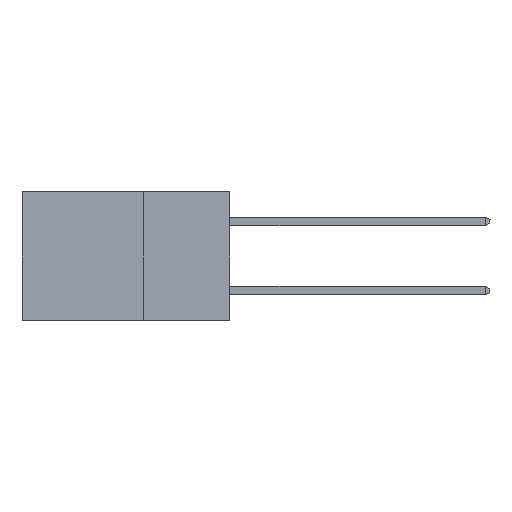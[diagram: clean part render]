
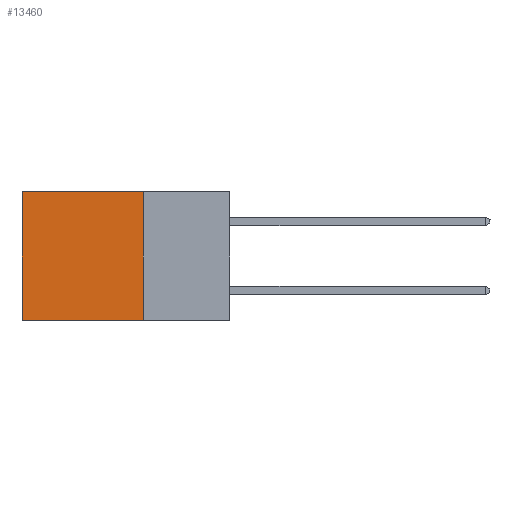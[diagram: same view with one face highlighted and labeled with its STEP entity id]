
A CAD part, left-side view. The second image highlights one B-rep face of the part: STEP entity #13460.
In plain terms, the highlighted planar face has unit normal (-1, 0, 0).
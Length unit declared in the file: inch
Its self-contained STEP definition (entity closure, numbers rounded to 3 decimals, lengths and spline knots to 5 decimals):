
#1 = EDGE_LOOP ( 'NONE', ( #4332, #10638, #219, #9904 ) ) ;
#219 = ORIENTED_EDGE ( 'NONE', *, *, #10519, .F. ) ;
#314 = VERTEX_POINT ( 'NONE', #1260 ) ;
#989 = EDGE_CURVE ( 'NONE', #314, #4791, #12033, .T. ) ;
#1163 = PLANE ( 'NONE',  #3266 ) ;
#1260 = CARTESIAN_POINT ( 'NONE',  ( 0.2615, 0.6, 0. ) ) ;
#1556 = VECTOR ( 'NONE', #2567, 39.37008 ) ;
#1794 = CARTESIAN_POINT ( 'NONE',  ( 0.2615, 0.6, -0.37 ) ) ;
#2140 = DIRECTION ( 'NONE',  ( 0., 1., 0. ) ) ;
#2567 = DIRECTION ( 'NONE',  ( 0., 0., -1. ) ) ;
#3266 = AXIS2_PLACEMENT_3D ( 'NONE', #6367, #10645, #7531 ) ;
#3615 = LINE ( 'NONE', #5757, #8531 ) ;
#4332 = ORIENTED_EDGE ( 'NONE', *, *, #989, .T. ) ;
#4791 = VERTEX_POINT ( 'NONE', #1794 ) ;
#5103 = CARTESIAN_POINT ( 'NONE',  ( 0.2615, 0.25, -0.37 ) ) ;
#5757 = CARTESIAN_POINT ( 'NONE',  ( 0.2615, 0.25, -0.37 ) ) ;
#6367 = CARTESIAN_POINT ( 'NONE',  ( 0.2615, 0.25, -0.37 ) ) ;
#6660 = CARTESIAN_POINT ( 'NONE',  ( 0.2615, 0.6, -0.37 ) ) ;
#7531 = DIRECTION ( 'NONE',  ( 0., 0., -1. ) ) ;
#7940 = LINE ( 'NONE', #10995, #12031 ) ;
#8531 = VECTOR ( 'NONE', #12045, 39.37008 ) ;
#8620 = FACE_OUTER_BOUND ( 'NONE', #1, .T. ) ;
#8904 = DIRECTION ( 'NONE',  ( 0., 0., -1. ) ) ;
#9226 = EDGE_CURVE ( 'NONE', #11580, #314, #11607, .T. ) ;
#9904 = ORIENTED_EDGE ( 'NONE', *, *, #9226, .T. ) ;
#10187 = CARTESIAN_POINT ( 'NONE',  ( 0.2615, 0.25, 0. ) ) ;
#10519 = EDGE_CURVE ( 'NONE', #11580, #10762, #7940, .T. ) ;
#10638 = ORIENTED_EDGE ( 'NONE', *, *, #12801, .F. ) ;
#10645 = DIRECTION ( 'NONE',  ( 1., 0., 0. ) ) ;
#10654 = CARTESIAN_POINT ( 'NONE',  ( 0.2615, 0.25, 0. ) ) ;
#10762 = VERTEX_POINT ( 'NONE', #5103 ) ;
#10995 = CARTESIAN_POINT ( 'NONE',  ( 0.2615, 0.25, -0.37 ) ) ;
#11580 = VERTEX_POINT ( 'NONE', #10187 ) ;
#11607 = LINE ( 'NONE', #10654, #13317 ) ;
#12031 = VECTOR ( 'NONE', #8904, 39.37008 ) ;
#12033 = LINE ( 'NONE', #6660, #1556 ) ;
#12045 = DIRECTION ( 'NONE',  ( 0., 1., 0. ) ) ;
#12801 = EDGE_CURVE ( 'NONE', #10762, #4791, #3615, .T. ) ;
#13317 = VECTOR ( 'NONE', #2140, 39.37008 ) ;
#13460 = ADVANCED_FACE ( 'NONE', ( #8620 ), #1163, .F. ) ;
